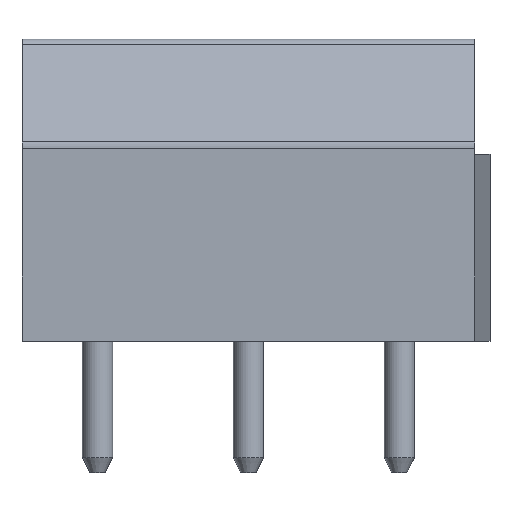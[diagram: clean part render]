
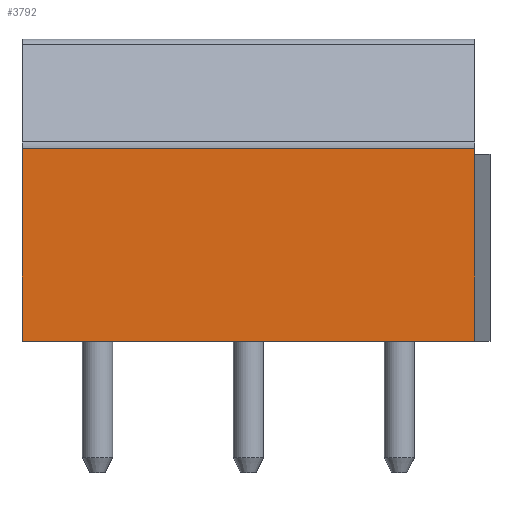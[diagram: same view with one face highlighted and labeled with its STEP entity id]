
A CAD part, front view. The second image highlights one B-rep face of the part: STEP entity #3792.
In plain terms, the highlighted planar face has unit normal (0, -1, 0).
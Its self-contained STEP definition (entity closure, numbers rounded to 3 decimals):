
#13 = VERTEX_POINT ( 'NONE', #3293 ) ;
#201 = EDGE_CURVE ( 'NONE', #1047, #1816, #429, .T. ) ;
#254 = CARTESIAN_POINT ( 'NONE',  ( 10., 0.15, 0. ) ) ;
#429 = LINE ( 'NONE', #5460, #5172 ) ;
#605 = DIRECTION ( 'NONE',  ( -1., 0., 0. ) ) ;
#774 = DIRECTION ( 'NONE',  ( 0., 0., 1. ) ) ;
#1047 = VERTEX_POINT ( 'NONE', #1606 ) ;
#1060 = DIRECTION ( 'NONE',  ( 0., 0., -1. ) ) ;
#1406 = ORIENTED_EDGE ( 'NONE', *, *, #5826, .T. ) ;
#1554 = EDGE_CURVE ( 'NONE', #4284, #13, #3479, .T. ) ;
#1565 = LINE ( 'NONE', #5719, #2719 ) ;
#1606 = CARTESIAN_POINT ( 'NONE',  ( 10., 0.15, 6.388 ) ) ;
#1815 = ORIENTED_EDGE ( 'NONE', *, *, #201, .T. ) ;
#1816 = VERTEX_POINT ( 'NONE', #4797 ) ;
#2081 = DIRECTION ( 'NONE',  ( -1., 0., 0. ) ) ;
#2165 = DIRECTION ( 'NONE',  ( 0., 0., -1. ) ) ;
#2175 = PLANE ( 'NONE',  #4122 ) ;
#2215 = ORIENTED_EDGE ( 'NONE', *, *, #1554, .F. ) ;
#2719 = VECTOR ( 'NONE', #1060, 1000. ) ;
#3102 = LINE ( 'NONE', #5036, #5037 ) ;
#3293 = CARTESIAN_POINT ( 'NONE',  ( -5., 0.15, 0. ) ) ;
#3462 = CARTESIAN_POINT ( 'NONE',  ( 15., 0.15, 6.7 ) ) ;
#3479 = LINE ( 'NONE', #5327, #5277 ) ;
#3514 = DIRECTION ( 'NONE',  ( 0., 1., 0. ) ) ;
#3792 = ADVANCED_FACE ( 'NONE', ( #5493 ), #2175, .F. ) ;
#4051 = EDGE_CURVE ( 'NONE', #1047, #4284, #1565, .T. ) ;
#4122 = AXIS2_PLACEMENT_3D ( 'NONE', #3462, #3514, #774 ) ;
#4284 = VERTEX_POINT ( 'NONE', #254 ) ;
#4771 = ORIENTED_EDGE ( 'NONE', *, *, #4051, .F. ) ;
#4797 = CARTESIAN_POINT ( 'NONE',  ( -5., 0.15, 6.388 ) ) ;
#5036 = CARTESIAN_POINT ( 'NONE',  ( -5., 0.15, 6.7 ) ) ;
#5037 = VECTOR ( 'NONE', #2165, 1000. ) ;
#5172 = VECTOR ( 'NONE', #605, 1000. ) ;
#5277 = VECTOR ( 'NONE', #2081, 1000. ) ;
#5327 = CARTESIAN_POINT ( 'NONE',  ( 15., 0.15, 0. ) ) ;
#5460 = CARTESIAN_POINT ( 'NONE',  ( 15., 0.15, 6.388 ) ) ;
#5493 = FACE_OUTER_BOUND ( 'NONE', #5565, .T. ) ;
#5565 = EDGE_LOOP ( 'NONE', ( #1815, #1406, #2215, #4771 ) ) ;
#5719 = CARTESIAN_POINT ( 'NONE',  ( 10., 0.15, 6.7 ) ) ;
#5826 = EDGE_CURVE ( 'NONE', #1816, #13, #3102, .T. ) ;
